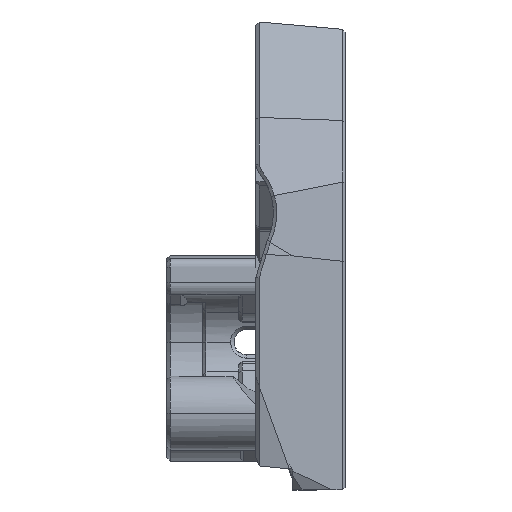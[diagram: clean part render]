
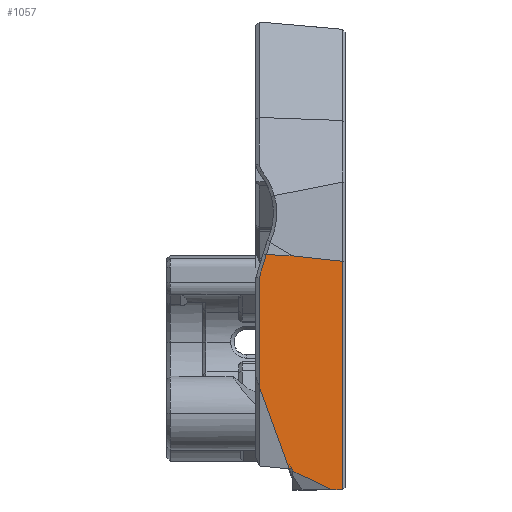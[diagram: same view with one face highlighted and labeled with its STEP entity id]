
A CAD part, left-side view. The second image highlights one B-rep face of the part: STEP entity #1057.
In plain terms, the highlighted planar face has unit normal (-0.972, -0.225, -0.074).
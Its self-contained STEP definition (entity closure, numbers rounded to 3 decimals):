
#1057 = ADVANCED_FACE ( 'NONE', ( #5809 ), #22629, .T. ) ;
#1485 = CARTESIAN_POINT ( 'NONE',  ( -7.475, 130.474, 122.245 ) ) ;
#1500 = CARTESIAN_POINT ( 'NONE',  ( -6.135, 130.361, 105.037 ) ) ;
#2117 = DIRECTION ( 'NONE',  ( -0.109, 0.703, -0.703 ) ) ;
#2317 = DIRECTION ( 'NONE',  ( 0.235, -0.88, -0.413 ) ) ;
#2459 = VECTOR ( 'NONE', #18579, 1000. ) ;
#2764 = ORIENTED_EDGE ( 'NONE', *, *, #11204, .F. ) ;
#2869 = VECTOR ( 'NONE', #11987, 1000. ) ;
#2960 = CARTESIAN_POINT ( 'NONE',  ( -7.062, 128.72, 122.157 ) ) ;
#2975 = ORIENTED_EDGE ( 'NONE', *, *, #15491, .F. ) ;
#2978 = EDGE_CURVE ( 'NONE', #24473, #9088, #4123, .T. ) ;
#3280 = EDGE_CURVE ( 'NONE', #24473, #7883, #15880, .T. ) ;
#3767 = ORIENTED_EDGE ( 'NONE', *, *, #22097, .T. ) ;
#4040 = VECTOR ( 'NONE', #19690, 1000. ) ;
#4123 = LINE ( 'NONE', #20440, #18515 ) ;
#4435 = CARTESIAN_POINT ( 'NONE',  ( -7.475, 130.483, 122.223 ) ) ;
#4449 = VERTEX_POINT ( 'NONE', #18280 ) ;
#4506 = CARTESIAN_POINT ( 'NONE',  ( -6.723, 127.283, 122.075 ) ) ;
#4525 = VECTOR ( 'NONE', #14148, 1000. ) ;
#4945 = CARTESIAN_POINT ( 'NONE',  ( -3.177, 121.038, 94.57 ) ) ;
#5172 = VECTOR ( 'NONE', #6399, 1000. ) ;
#5716 = ORIENTED_EDGE ( 'NONE', *, *, #19929, .T. ) ;
#5809 = FACE_OUTER_BOUND ( 'NONE', #23550, .T. ) ;
#5939 = CARTESIAN_POINT ( 'NONE',  ( -7.244, 130.109, 120.328 ) ) ;
#6029 = LINE ( 'NONE', #18188, #2459 ) ;
#6097 = CARTESIAN_POINT ( 'NONE',  ( -3.291, 121.534, 94.57 ) ) ;
#6229 = VERTEX_POINT ( 'NONE', #4435 ) ;
#6365 = VECTOR ( 'NONE', #12533, 1000. ) ;
#6399 = DIRECTION ( 'NONE',  ( -0.004, -0.296, 0.955 ) ) ;
#6696 = ORIENTED_EDGE ( 'NONE', *, *, #21844, .F. ) ;
#6796 = VERTEX_POINT ( 'NONE', #12280 ) ;
#7522 = LINE ( 'NONE', #2960, #7632 ) ;
#7583 = LINE ( 'NONE', #13325, #12751 ) ;
#7632 = VECTOR ( 'NONE', #21812, 1000. ) ;
#7727 = CARTESIAN_POINT ( 'NONE',  ( -5.471, 121.525, 123.14 ) ) ;
#7883 = VERTEX_POINT ( 'NONE', #20392 ) ;
#8163 = CARTESIAN_POINT ( 'NONE',  ( -7.265, 133.084, 111.584 ) ) ;
#8411 = LINE ( 'NONE', #10544, #5172 ) ;
#8494 = CARTESIAN_POINT ( 'NONE',  ( -5.788, 131.021, 98.496 ) ) ;
#8674 = LINE ( 'NONE', #8494, #9873 ) ;
#9060 = VECTOR ( 'NONE', #16441, 1000. ) ;
#9088 = VERTEX_POINT ( 'NONE', #6097 ) ;
#9328 = ORIENTED_EDGE ( 'NONE', *, *, #14194, .F. ) ;
#9697 = ORIENTED_EDGE ( 'NONE', *, *, #11053, .T. ) ;
#9873 = VECTOR ( 'NONE', #2317, 1000. ) ;
#10073 = CARTESIAN_POINT ( 'NONE',  ( -6.488, 131.324, 106.747 ) ) ;
#10266 = CARTESIAN_POINT ( 'NONE',  ( -7.552, 132.198, 118.025 ) ) ;
#10390 = VERTEX_POINT ( 'NONE', #13963 ) ;
#10544 = CARTESIAN_POINT ( 'NONE',  ( -7.47, 130.831, 121.099 ) ) ;
#10620 = VERTEX_POINT ( 'NONE', #15811 ) ;
#10663 = EDGE_CURVE ( 'NONE', #21955, #6796, #7522, .T. ) ;
#11053 = EDGE_CURVE ( 'NONE', #4449, #9088, #15379, .T. ) ;
#11099 = DIRECTION ( 'NONE',  ( 0.226, -0.974, 0. ) ) ;
#11204 = EDGE_CURVE ( 'NONE', #6796, #7883, #18671, .T. ) ;
#11366 = AXIS2_PLACEMENT_3D ( 'NONE', #5939, #12220, #12349 ) ;
#11470 = ORIENTED_EDGE ( 'NONE', *, *, #10663, .F. ) ;
#11987 = DIRECTION ( 'NONE',  ( -0.076, 0., 0.997 ) ) ;
#12123 = ORIENTED_EDGE ( 'NONE', *, *, #2978, .F. ) ;
#12220 = DIRECTION ( 'NONE',  ( -0.972, -0.225, -0.074 ) ) ;
#12260 = DIRECTION ( 'NONE',  ( -0.076, 0., 0.997 ) ) ;
#12280 = CARTESIAN_POINT ( 'NONE',  ( -6.764, 127.453, 122.093 ) ) ;
#12349 = DIRECTION ( 'NONE',  ( -0.226, 0.974, 0. ) ) ;
#12533 = DIRECTION ( 'NONE',  ( 0.232, -0.967, -0.105 ) ) ;
#12751 = VECTOR ( 'NONE', #21351, 1000. ) ;
#13321 = LINE ( 'NONE', #15866, #2869 ) ;
#13325 = CARTESIAN_POINT ( 'NONE',  ( -4.895, 127.602, 97.175 ) ) ;
#13656 = CARTESIAN_POINT ( 'NONE',  ( -4.93, 127.794, 97.043 ) ) ;
#13963 = CARTESIAN_POINT ( 'NONE',  ( -4.881, 127.521, 97.231 ) ) ;
#14148 = DIRECTION ( 'NONE',  ( -0.094, 0.077, 0.993 ) ) ;
#14194 = EDGE_CURVE ( 'NONE', #19213, #10390, #15428, .T. ) ;
#14667 = CARTESIAN_POINT ( 'NONE',  ( -7.463, 131.334, 119.479 ) ) ;
#15379 = LINE ( 'NONE', #4945, #17897 ) ;
#15428 = LINE ( 'NONE', #1500, #4040 ) ;
#15491 = EDGE_CURVE ( 'NONE', #19040, #10620, #22166, .T. ) ;
#15811 = CARTESIAN_POINT ( 'NONE',  ( -6.5, 131.334, 106.874 ) ) ;
#15866 = CARTESIAN_POINT ( 'NONE',  ( -7.529, 131.334, 120.347 ) ) ;
#15880 = LINE ( 'NONE', #7727, #18937 ) ;
#16441 = DIRECTION ( 'NONE',  ( -0.149, 0.338, 0.929 ) ) ;
#17092 = EDGE_CURVE ( 'NONE', #10620, #25160, #13321, .T. ) ;
#17858 = VERTEX_POINT ( 'NONE', #13656 ) ;
#17897 = VECTOR ( 'NONE', #11099, 1000. ) ;
#18188 = CARTESIAN_POINT ( 'NONE',  ( -7.482, 130.713, 121.619 ) ) ;
#18280 = CARTESIAN_POINT ( 'NONE',  ( -3.554, 122.669, 94.57 ) ) ;
#18515 = VECTOR ( 'NONE', #2117, 1000. ) ;
#18579 = DIRECTION ( 'NONE',  ( 0.011, -0.356, 0.934 ) ) ;
#18671 = LINE ( 'NONE', #4506, #6365 ) ;
#18937 = VECTOR ( 'NONE', #12260, 1000. ) ;
#19040 = VERTEX_POINT ( 'NONE', #10073 ) ;
#19213 = VERTEX_POINT ( 'NONE', #21277 ) ;
#19370 = EDGE_CURVE ( 'NONE', #6229, #21955, #6029, .T. ) ;
#19690 = DIRECTION ( 'NONE',  ( -0.149, 0.338, 0.929 ) ) ;
#19713 = ORIENTED_EDGE ( 'NONE', *, *, #3280, .T. ) ;
#19929 = EDGE_CURVE ( 'NONE', #17858, #10390, #7583, .T. ) ;
#20115 = ORIENTED_EDGE ( 'NONE', *, *, #19370, .F. ) ;
#20392 = CARTESIAN_POINT ( 'NONE',  ( -5.342, 121.525, 121.45 ) ) ;
#20440 = CARTESIAN_POINT ( 'NONE',  ( -2.374, 115.62, 100.484 ) ) ;
#21277 = CARTESIAN_POINT ( 'NONE',  ( -4.807, 127.354, 96.773 ) ) ;
#21351 = DIRECTION ( 'NONE',  ( 0.146, -0.815, 0.56 ) ) ;
#21812 = DIRECTION ( 'NONE',  ( 0.229, -0.972, -0.049 ) ) ;
#21844 = EDGE_CURVE ( 'NONE', #25160, #6229, #8411, .T. ) ;
#21955 = VERTEX_POINT ( 'NONE', #1485 ) ;
#22097 = EDGE_CURVE ( 'NONE', #19213, #4449, #8674, .T. ) ;
#22166 = LINE ( 'NONE', #10266, #4525 ) ;
#22629 = PLANE ( 'NONE',  #11366 ) ;
#23550 = EDGE_LOOP ( 'NONE', ( #3767, #9697, #12123, #19713, #2764, #11470, #20115, #6696, #23734, #2975, #24140, #5716, #9328 ) ) ;
#23734 = ORIENTED_EDGE ( 'NONE', *, *, #17092, .F. ) ;
#24066 = CARTESIAN_POINT ( 'NONE',  ( -3.29, 121.525, 94.579 ) ) ;
#24140 = ORIENTED_EDGE ( 'NONE', *, *, #24561, .F. ) ;
#24330 = LINE ( 'NONE', #8163, #9060 ) ;
#24473 = VERTEX_POINT ( 'NONE', #24066 ) ;
#24561 = EDGE_CURVE ( 'NONE', #17858, #19040, #24330, .T. ) ;
#25160 = VERTEX_POINT ( 'NONE', #14667 ) ;
